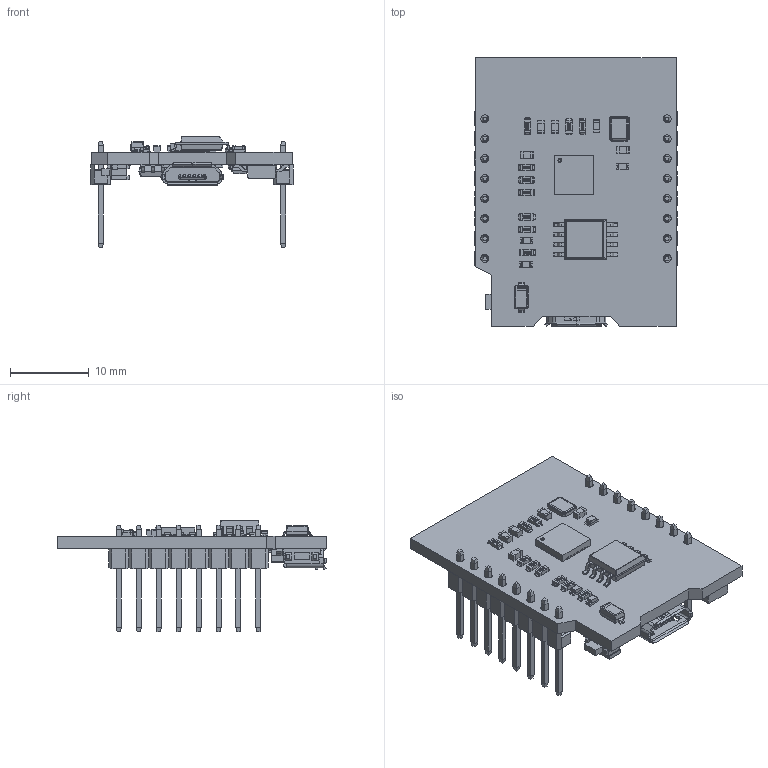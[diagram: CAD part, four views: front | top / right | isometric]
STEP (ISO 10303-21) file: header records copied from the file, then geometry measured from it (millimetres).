
FILE_DESCRIPTION(/* description */ (''),/* implementation_level */ '2;1');
FILE_NAME(/* name */ 'WEMOS-D1-MINI v1.step',/* time_stamp */ '2021-11-16T01:02:53+08:00',/* author */ (''),/* organization */ (''),/* preprocessor_version */ 'ST-DEVELOPER v18.1',/* originating_system */ 'Autodesk Translation Framework v10.10.0.1391',/* authorisation */ '');
FILE_SCHEMA (('AUTOMOTIVE_DESIGN { 1 0 10303 214 3 1 1 }'));
Products named in the file (24): WEMOS-D1-MINI; 29066511.f3d ; Micro USB_input_female (short)-SMT v1; SOT-223 v1; sop-16_6.6x1.27 v1; sop-16_6.6x1; Cylinder; #88005; Array; Fillet001; Pocket; SOIC-8-208MIL v1; Document; QFN-32 V6 v1; DO-215AD v1; SOD-323 v1; 1TS003B v1; TO-236AB v1; CAPC-0603-T0.9-BN v1; cap_0603 v1; 2.5x3.2 quartz v1; Resistor 0603 v1; LED 0603 single color v1; 1x8 Male Pin Header v1
Assembly tree (52 placements, depth 5):
  WEMOS-D1-MINI
    29066511.f3d 
      Micro USB_input_female (short)-SMT v1
      SOT-223 v1
      TO-236AB v1  x2
      sop-16_6.6x1.27 v1
        sop-16_6.6x1
          Cylinder
          #88005
          Array
          Fillet001
          Pocket
      2.5x3.2 quartz v1  x2
      Resistor 0603 v1  x18
      cap_0603 v1  x7
      CAPC-0603-T0.9-BN v1  x2
      LED 0603 single color v1  x3
      SOIC-8-208MIL v1
        Document
      QFN-32 V6 v1
      DO-215AD v1
      SOD-323 v1
      1TS003B v1
      1x8 Male Pin Header v1  x2
Bounding box: 25.74 x 34.25 x 14.16 mm (x, y, z)
Volume: 1902.6 mm3; surface area: 4324.7 mm2
Topology: 319 solids, 323 shells, 6168 faces, 15340 edges, 9740 vertices
Faces by surface type: plane 3125, bspline 2323, cylinder 602, sphere 110, torus 8
Full cylindrical faces by diameter (mm): 0.4 x1, 0.402 x1, 0.5 x2, 1 x16
Entity records: 88118 total; most frequent: CARTESIAN_POINT 27456, ORIENTED_EDGE 12502, DIRECTION 11394, EDGE_CURVE 6259, LINE 4658, VECTOR 4658, VERTEX_POINT 3960, AXIS2_PLACEMENT_3D 3368
